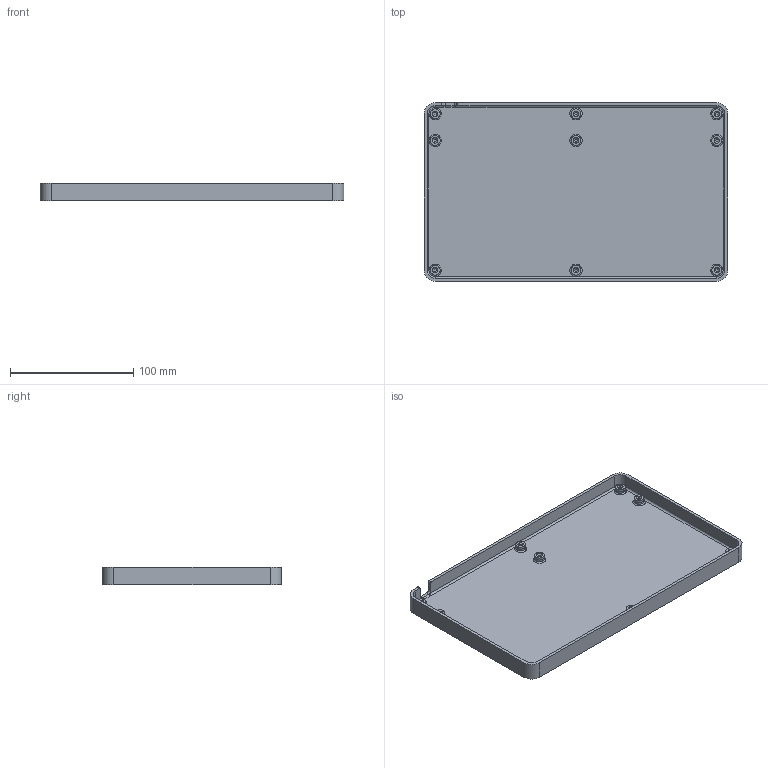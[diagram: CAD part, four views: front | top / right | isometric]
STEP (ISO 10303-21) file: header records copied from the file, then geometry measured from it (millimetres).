
FILE_DESCRIPTION(('FreeCAD Model'),'2;1');
FILE_NAME('Open CASCADE Shape Model','2023-08-02T14:20:33',(''),(''), 'Open CASCADE STEP processor 7.6','FreeCAD','Unknown');
FILE_SCHEMA(('AUTOMOTIVE_DESIGN { 1 0 10303 214 1 1 1 1 }'));
Length unit declared in the file: millimetre
Products named in the file (1): lower_shell
Bounding box: 246.76 x 145.16 x 14.5 mm (x, y, z)
Volume: 114083.2 mm3; surface area: 92200.2 mm2
Topology: 1 solids, 1 shells, 111 faces, 225 edges, 134 vertices
Faces by surface type: cylinder 53, plane 33, torus 13, cone 9, bspline 3
Full cylindrical faces by diameter (mm): 2.5 x18, 8 x18
Entity records: 5941 total; most frequent: CARTESIAN_POINT 1107, DIRECTION 983, LINE 477, VECTOR 477, ORIENTED_EDGE 450, PCURVE 450, DEFINITIONAL_REPRESENTATION 450, AXIS2_PLACEMENT_3D 227
